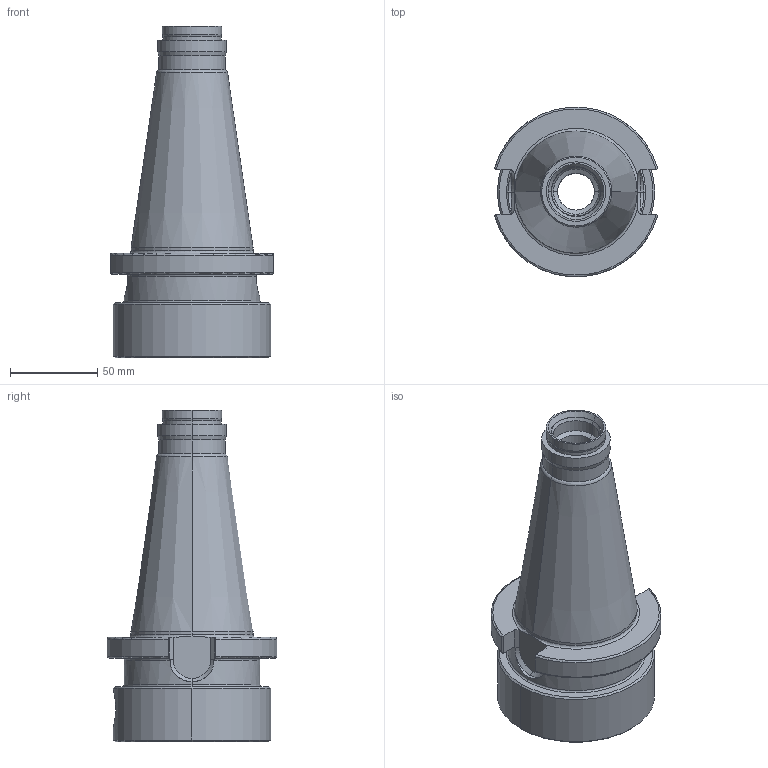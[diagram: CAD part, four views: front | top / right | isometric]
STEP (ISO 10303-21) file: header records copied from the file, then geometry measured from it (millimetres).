
FILE_DESCRIPTION(('no description'),'unknown implementation level');
FILE_NAME('650589E5-BCB5-4CCF-B90D-4DD4F9B4C409_export.stp',' ',('CIMSOURCE GmbH'),('CADClick - KiM GmbH - www.kimweb.de'),'unknown preprocess','ACIS','unknown authorization');
FILE_SCHEMA(('automotive_design'));
Length unit declared in the file: millimetre
Products named in the file (2): 323.781 Kaiser SK50 M24 X CKS7 X 160|323.781 Kaiser SK50 M24 X CKS7 X 160_Standard;NONE; 323.781 Kaiser SK50 M24 X CKS7 X 160|690.437 Kaiser ETL M20 X 29 CK7_Standard;NONE
Bounding box: 93.35 x 96.96 x 189.8 mm (x, y, z)
Volume: 471994.3 mm3; surface area: 74085.3 mm2
Topology: 2 solids, 2 shells, 169 faces, 396 edges, 239 vertices
Faces by surface type: cylinder 54, plane 53, cone 48, torus 14
Entity records: 9870 total; most frequent: CARTESIAN_POINT 1432, DIRECTION 846, STYLED_ITEM 804, PRESENTATION_STYLE_ASSIGNMENT 804, COLOUR_RGB 804, ORIENTED_EDGE 788, EDGE_CURVE 394, CURVE_STYLE 394
